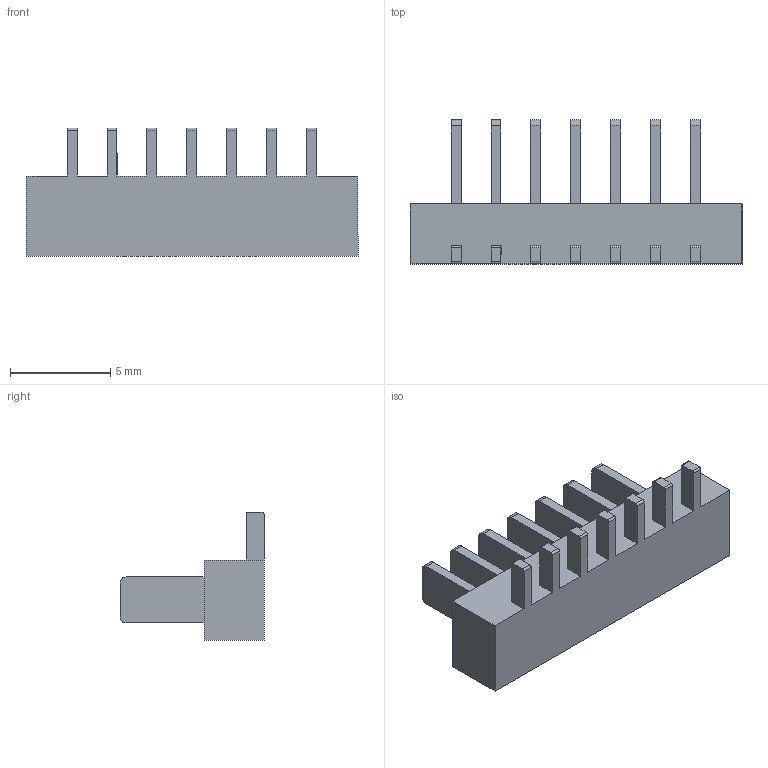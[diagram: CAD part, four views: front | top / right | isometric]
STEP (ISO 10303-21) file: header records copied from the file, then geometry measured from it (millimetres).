
FILE_DESCRIPTION (( 'STEP AP214' ), '1' );
FILE_NAME ('DS-A11M-A-7P-R4.STEP', '2024-10-14T04:25:21', ( '' ), ( '' ), 'SwSTEP 2.0', 'SolidWorks 2021', '' );
FILE_SCHEMA (( 'AUTOMOTIVE_DESIGN' ));
Length unit declared in the file: millimetre
Products named in the file (1): DS-A11M-A-7P-R4
Bounding box: 16.6 x 7.2 x 6.4 mm (x, y, z)
Volume: 240.4 mm3; surface area: 466.2 mm2
Topology: 1 solids, 1 shells, 97 faces, 264 edges, 176 vertices
Faces by surface type: plane 69, cylinder 28
Entity records: 3440 total; most frequent: CARTESIAN_POINT 538, ORIENTED_EDGE 528, DIRECTION 516, EDGE_CURVE 264, LINE 208, VECTOR 208, VERTEX_POINT 176, AXIS2_PLACEMENT_3D 154
